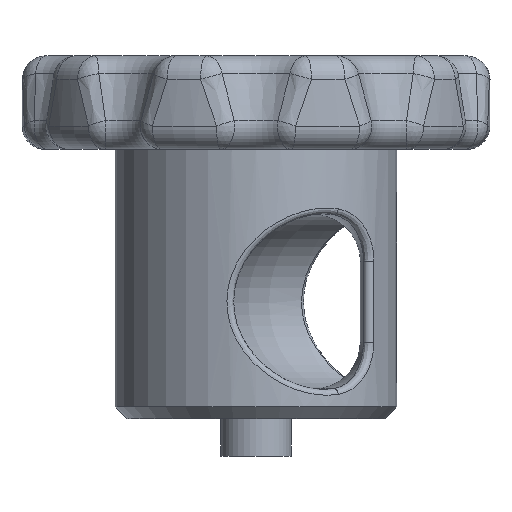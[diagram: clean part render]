
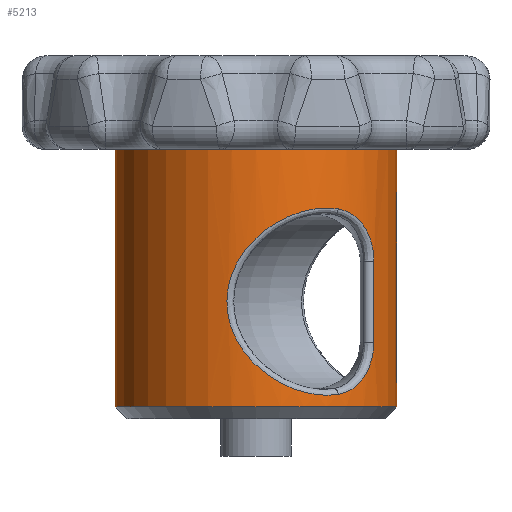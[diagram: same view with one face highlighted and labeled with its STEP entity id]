
A CAD part, left-side view. The second image highlights one B-rep face of the part: STEP entity #5213.
In plain terms, the highlighted cylindrical face has radius 12.025 mm (diameter 24.05 mm), a full revolution.
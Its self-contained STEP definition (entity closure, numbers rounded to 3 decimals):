
#99=FACE_BOUND('',#953,.T.);
#116=CYLINDRICAL_SURFACE('',#5451,12.025);
#135=CIRCLE('',#5449,12.025);
#136=CIRCLE('',#5450,12.025);
#137=CIRCLE('',#5452,12.025);
#138=CIRCLE('',#5453,12.025);
#626=FACE_OUTER_BOUND('',#952,.T.);
#952=EDGE_LOOP('',(#4108,#4109,#4110,#4111,#4112,#4113,#4114,#4115,#4116,
#4117,#4118,#4119,#4120,#4121));
#953=EDGE_LOOP('',(#4122,#4123,#4124,#4125));
#1385=LINE('',#9549,#1684);
#1386=LINE('',#9564,#1685);
#1387=LINE('',#9578,#1686);
#1388=LINE('',#9597,#1687);
#1684=VECTOR('',#6209,12.025);
#1685=VECTOR('',#6210,10.);
#1686=VECTOR('',#6211,12.025);
#1687=VECTOR('',#6212,10.);
#1940=B_SPLINE_CURVE_WITH_KNOTS('',3,(#9551,#9552,#9553,#9554,#9555),
 .UNSPECIFIED.,.F.,.F.,(4,1,4),(-2.796,-2.397,-2.007),
 .UNSPECIFIED.);
#1941=B_SPLINE_CURVE_WITH_KNOTS('',3,(#9557,#9558,#9559,#9560,#9561,#9562),
 .UNSPECIFIED.,.F.,.F.,(4,1,1,4),(-0.666,-0.476,
-0.286,0.),.UNSPECIFIED.);
#1942=B_SPLINE_CURVE_WITH_KNOTS('',3,(#9566,#9567,#9568,#9569,#9570,#9571),
 .UNSPECIFIED.,.F.,.F.,(4,1,1,4),(-0.666,-0.286,
-0.19,0.),.UNSPECIFIED.);
#1943=B_SPLINE_CURVE_WITH_KNOTS('',3,(#9573,#9574,#9575,#9576,#9577),
 .UNSPECIFIED.,.F.,.F.,(4,1,4),(-0.789,-0.399,0.),
 .UNSPECIFIED.);
#1944=B_SPLINE_CURVE_WITH_KNOTS('',3,(#9579,#9580,#9581,#9582,#9583,#9584,
#9585,#9586,#9587),.UNSPECIFIED.,.F.,.F.,(4,1,1,1,1,1,4),(-2.007,
-1.997,-1.598,-1.398,-1.198,
-0.799,-0.789),.UNSPECIFIED.);
#1945=B_SPLINE_CURVE_WITH_KNOTS('',3,(#9590,#9591,#9592,#9593,#9594,#9595),
 .UNSPECIFIED.,.F.,.F.,(4,1,1,4),(-0.666,-0.476,
-0.381,0.),.UNSPECIFIED.);
#1946=B_SPLINE_CURVE_WITH_KNOTS('',3,(#9599,#9600,#9601,#9602,#9603,#9604),
 .UNSPECIFIED.,.F.,.F.,(4,1,1,4),(-0.666,-0.286,
-0.19,0.),.UNSPECIFIED.);
#1947=B_SPLINE_CURVE_WITH_KNOTS('',3,(#9605,#9606,#9607,#9608,#9609,#9610,
#9611,#9612,#9613,#9614,#9615),.UNSPECIFIED.,.F.,.F.,(4,1,1,1,1,1,1,1,4),
(-2.796,-2.397,-1.997,-1.598,
-1.398,-1.198,-0.799,-0.399,
0.),.UNSPECIFIED.);
#2319=VERTEX_POINT('',#9538);
#2320=VERTEX_POINT('',#9540);
#2321=VERTEX_POINT('',#9544);
#2322=VERTEX_POINT('',#9545);
#2323=VERTEX_POINT('',#9548);
#2324=VERTEX_POINT('',#9550);
#2325=VERTEX_POINT('',#9556);
#2326=VERTEX_POINT('',#9563);
#2327=VERTEX_POINT('',#9565);
#2328=VERTEX_POINT('',#9572);
#2329=VERTEX_POINT('',#9588);
#2330=VERTEX_POINT('',#9589);
#2331=VERTEX_POINT('',#9596);
#2332=VERTEX_POINT('',#9598);
#2977=EDGE_CURVE('',#2319,#2320,#135,.T.);
#2978=EDGE_CURVE('',#2320,#2319,#136,.T.);
#2979=EDGE_CURVE('',#2321,#2322,#137,.T.);
#2980=EDGE_CURVE('',#2322,#2321,#138,.T.);
#2981=EDGE_CURVE('',#2322,#2323,#1385,.T.);
#2982=EDGE_CURVE('',#2324,#2323,#1940,.T.);
#2983=EDGE_CURVE('',#2325,#2324,#1941,.T.);
#2984=EDGE_CURVE('',#2326,#2325,#1386,.T.);
#2985=EDGE_CURVE('',#2327,#2326,#1942,.T.);
#2986=EDGE_CURVE('',#2328,#2327,#1943,.T.);
#2987=EDGE_CURVE('',#2328,#2320,#1387,.T.);
#2988=EDGE_CURVE('',#2323,#2328,#1944,.T.);
#2989=EDGE_CURVE('',#2329,#2330,#1945,.T.);
#2990=EDGE_CURVE('',#2331,#2329,#1388,.T.);
#2991=EDGE_CURVE('',#2332,#2331,#1946,.T.);
#2992=EDGE_CURVE('',#2330,#2332,#1947,.T.);
#4108=ORIENTED_EDGE('',*,*,#2979,.F.);
#4109=ORIENTED_EDGE('',*,*,#2980,.F.);
#4110=ORIENTED_EDGE('',*,*,#2981,.T.);
#4111=ORIENTED_EDGE('',*,*,#2982,.F.);
#4112=ORIENTED_EDGE('',*,*,#2983,.F.);
#4113=ORIENTED_EDGE('',*,*,#2984,.F.);
#4114=ORIENTED_EDGE('',*,*,#2985,.F.);
#4115=ORIENTED_EDGE('',*,*,#2986,.F.);
#4116=ORIENTED_EDGE('',*,*,#2987,.T.);
#4117=ORIENTED_EDGE('',*,*,#2977,.F.);
#4118=ORIENTED_EDGE('',*,*,#2978,.F.);
#4119=ORIENTED_EDGE('',*,*,#2987,.F.);
#4120=ORIENTED_EDGE('',*,*,#2988,.F.);
#4121=ORIENTED_EDGE('',*,*,#2981,.F.);
#4122=ORIENTED_EDGE('',*,*,#2989,.F.);
#4123=ORIENTED_EDGE('',*,*,#2990,.F.);
#4124=ORIENTED_EDGE('',*,*,#2991,.F.);
#4125=ORIENTED_EDGE('',*,*,#2992,.F.);
#5213=ADVANCED_FACE('',(#626,#99),#116,.T.);
#5449=AXIS2_PLACEMENT_3D('',#9541,#6199,#6200);
#5450=AXIS2_PLACEMENT_3D('',#9542,#6201,#6202);
#5451=AXIS2_PLACEMENT_3D('',#9543,#6203,#6204);
#5452=AXIS2_PLACEMENT_3D('',#9546,#6205,#6206);
#5453=AXIS2_PLACEMENT_3D('',#9547,#6207,#6208);
#6199=DIRECTION('center_axis',(0.,0.,-1.));
#6200=DIRECTION('ref_axis',(-1.,0.,0.));
#6201=DIRECTION('center_axis',(0.,0.,-1.));
#6202=DIRECTION('ref_axis',(-1.,0.,0.));
#6203=DIRECTION('center_axis',(0.,0.,1.));
#6204=DIRECTION('ref_axis',(1.,0.,0.));
#6205=DIRECTION('center_axis',(0.,0.,1.));
#6206=DIRECTION('ref_axis',(1.,0.,0.));
#6207=DIRECTION('center_axis',(0.,0.,1.));
#6208=DIRECTION('ref_axis',(1.,0.,0.));
#6209=DIRECTION('',(0.,0.,-1.));
#6210=DIRECTION('',(0.,0.,1.));
#6211=DIRECTION('',(0.,0.,-1.));
#6212=DIRECTION('',(0.,0.,-1.));
#9538=CARTESIAN_POINT('',(12.025,0.,-9.));
#9540=CARTESIAN_POINT('',(-12.025,0.,-9.));
#9541=CARTESIAN_POINT('Origin',(0.,0.,-9.));
#9542=CARTESIAN_POINT('Origin',(0.,0.,-9.));
#9543=CARTESIAN_POINT('Origin',(0.,0.,0.));
#9544=CARTESIAN_POINT('',(12.025,0.,13.));
#9545=CARTESIAN_POINT('',(-12.025,0.,13.));
#9546=CARTESIAN_POINT('Origin',(0.,0.,13.));
#9547=CARTESIAN_POINT('Origin',(0.,0.,13.));
#9548=CARTESIAN_POINT('',(-12.025,0.,5.425));
#9549=CARTESIAN_POINT('',(-12.025,0.,0.));
#9550=CARTESIAN_POINT('',(-9.758,-7.028,7.918));
#9551=CARTESIAN_POINT('Ctrl Pts',(-9.758,-7.028,7.918));
#9552=CARTESIAN_POINT('Ctrl Pts',(-10.561,-5.912,8.106));
#9553=CARTESIAN_POINT('Ctrl Pts',(-11.784,-3.336,7.804));
#9554=CARTESIAN_POINT('Ctrl Pts',(-12.024,-0.963,6.344));
#9555=CARTESIAN_POINT('Ctrl Pts',(-12.025,0.,
5.425));
#9556=CARTESIAN_POINT('',(-6.56,-10.078,3.464));
#9557=CARTESIAN_POINT('Ctrl Pts',(-6.56,-10.078,3.464));
#9558=CARTESIAN_POINT('Ctrl Pts',(-6.56,-10.078,4.099));
#9559=CARTESIAN_POINT('Ctrl Pts',(-6.898,-9.864,5.346));
#9560=CARTESIAN_POINT('Ctrl Pts',(-8.111,-8.948,7.067));
#9561=CARTESIAN_POINT('Ctrl Pts',(-9.183,-7.826,7.784));
#9562=CARTESIAN_POINT('Ctrl Pts',(-9.758,-7.028,7.918));
#9563=CARTESIAN_POINT('',(-6.56,-10.078,-3.464));
#9564=CARTESIAN_POINT('',(-6.56,-10.078,0.));
#9565=CARTESIAN_POINT('',(-9.758,-7.028,-7.918));
#9566=CARTESIAN_POINT('Ctrl Pts',(-9.758,-7.028,-7.918));
#9567=CARTESIAN_POINT('Ctrl Pts',(-8.992,-8.091,-7.739));
#9568=CARTESIAN_POINT('Ctrl Pts',(-7.877,-9.137,-6.866));
#9569=CARTESIAN_POINT('Ctrl Pts',(-6.81,-9.918,-5.037));
#9570=CARTESIAN_POINT('Ctrl Pts',(-6.56,-10.078,-4.099));
#9571=CARTESIAN_POINT('Ctrl Pts',(-6.56,-10.078,-3.464));
#9572=CARTESIAN_POINT('',(-12.025,0.,-5.425));
#9573=CARTESIAN_POINT('Ctrl Pts',(-12.025,0.,
-5.425));
#9574=CARTESIAN_POINT('Ctrl Pts',(-12.024,-0.963,-6.343));
#9575=CARTESIAN_POINT('Ctrl Pts',(-11.784,-3.336,-7.804));
#9576=CARTESIAN_POINT('Ctrl Pts',(-10.561,-5.912,-8.106));
#9577=CARTESIAN_POINT('Ctrl Pts',(-9.758,-7.028,-7.918));
#9578=CARTESIAN_POINT('',(-12.025,0.,0.));
#9579=CARTESIAN_POINT('Ctrl Pts',(-12.025,0.001,
5.425));
#9580=CARTESIAN_POINT('Ctrl Pts',(-12.025,0.025,
5.402));
#9581=CARTESIAN_POINT('Ctrl Pts',(-12.023,1.031,4.432));
#9582=CARTESIAN_POINT('Ctrl Pts',(-11.833,2.178,2.665));
#9583=CARTESIAN_POINT('Ctrl Pts',(-11.743,2.588,0.));
#9584=CARTESIAN_POINT('Ctrl Pts',(-11.833,2.177,-2.668));
#9585=CARTESIAN_POINT('Ctrl Pts',(-12.023,1.03,-4.431));
#9586=CARTESIAN_POINT('Ctrl Pts',(-12.025,0.025,
-5.401));
#9587=CARTESIAN_POINT('Ctrl Pts',(-12.025,0.001,
-5.424));
#9588=CARTESIAN_POINT('',(0.642,-12.008,-3.464));
#9589=CARTESIAN_POINT('',(4.936,-10.965,-7.918));
#9590=CARTESIAN_POINT('Ctrl Pts',(0.642,-12.008,-3.464));
#9591=CARTESIAN_POINT('Ctrl Pts',(0.642,-12.008,-4.099));
#9592=CARTESIAN_POINT('Ctrl Pts',(0.939,-11.994,-5.037));
#9593=CARTESIAN_POINT('Ctrl Pts',(2.253,-11.851,-6.866));
#9594=CARTESIAN_POINT('Ctrl Pts',(3.741,-11.503,-7.739));
#9595=CARTESIAN_POINT('Ctrl Pts',(4.936,-10.965,-7.918));
#9596=CARTESIAN_POINT('',(0.642,-12.008,3.464));
#9597=CARTESIAN_POINT('',(0.642,-12.008,0.));
#9598=CARTESIAN_POINT('',(4.936,-10.965,7.918));
#9599=CARTESIAN_POINT('Ctrl Pts',(4.936,-10.965,7.918));
#9600=CARTESIAN_POINT('Ctrl Pts',(3.741,-11.503,7.739));
#9601=CARTESIAN_POINT('Ctrl Pts',(2.253,-11.851,6.866));
#9602=CARTESIAN_POINT('Ctrl Pts',(0.939,-11.994,5.037));
#9603=CARTESIAN_POINT('Ctrl Pts',(0.642,-12.008,4.099));
#9604=CARTESIAN_POINT('Ctrl Pts',(0.642,-12.008,3.464));
#9605=CARTESIAN_POINT('Ctrl Pts',(4.936,-10.965,-7.918));
#9606=CARTESIAN_POINT('Ctrl Pts',(6.191,-10.4,-8.106));
#9607=CARTESIAN_POINT('Ctrl Pts',(8.566,-8.761,-7.8));
#9608=CARTESIAN_POINT('Ctrl Pts',(10.666,-5.816,-5.562));
#9609=CARTESIAN_POINT('Ctrl Pts',(11.336,-4.03,-2.665));
#9610=CARTESIAN_POINT('Ctrl Pts',(11.464,-3.63,0.));
#9611=CARTESIAN_POINT('Ctrl Pts',(11.336,-4.031,2.668));
#9612=CARTESIAN_POINT('Ctrl Pts',(10.666,-5.816,5.56));
#9613=CARTESIAN_POINT('Ctrl Pts',(8.566,-8.761,7.801));
#9614=CARTESIAN_POINT('Ctrl Pts',(6.191,-10.4,8.106));
#9615=CARTESIAN_POINT('Ctrl Pts',(4.936,-10.965,7.918));
